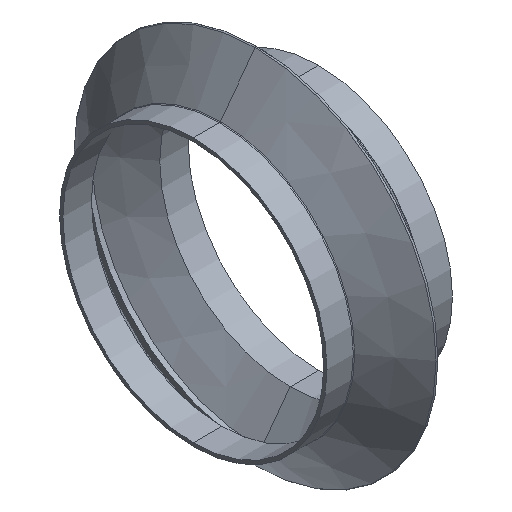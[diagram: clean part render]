
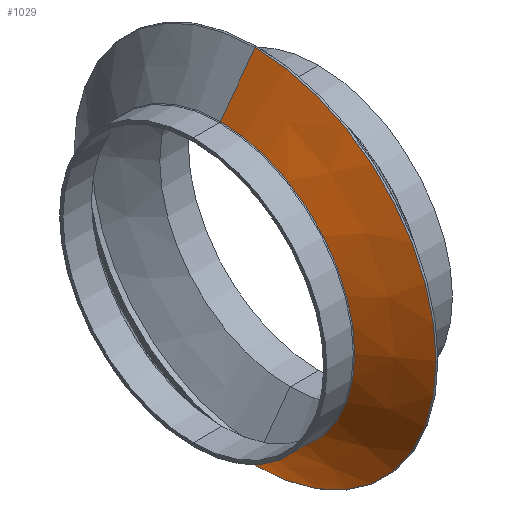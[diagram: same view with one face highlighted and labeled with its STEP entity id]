
A CAD part, isometric view. The second image highlights one B-rep face of the part: STEP entity #1029.
In plain terms, the highlighted conical face has half-angle 53.5 degrees and reference radius 109 mm.
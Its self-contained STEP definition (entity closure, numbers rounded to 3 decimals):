
#5 = VERTEX_POINT ( 'NONE', #1112 ) ;
#25 = CARTESIAN_POINT ( 'NONE',  ( 0., 0., 109. ) ) ;
#112 = CARTESIAN_POINT ( 'NONE',  ( 0., 0., 0. ) ) ;
#128 = DIRECTION ( 'NONE',  ( 0.595, 0., 0.804 ) ) ;
#167 = DIRECTION ( 'NONE',  ( 1., 0., 0. ) ) ;
#195 = VERTEX_POINT ( 'NONE', #1278 ) ;
#206 = EDGE_CURVE ( 'NONE', #195, #844, #774, .T. ) ;
#222 = EDGE_CURVE ( 'NONE', #844, #5, #1170, .T. ) ;
#258 = FACE_OUTER_BOUND ( 'NONE', #1032, .T. ) ;
#262 = CIRCLE ( 'NONE', #643, 80.284 ) ;
#282 = ORIENTED_EDGE ( 'NONE', *, *, #832, .F. ) ;
#291 = ORIENTED_EDGE ( 'NONE', *, *, #652, .T. ) ;
#477 = CARTESIAN_POINT ( 'NONE',  ( -0.563, 0., 0. ) ) ;
#512 = ORIENTED_EDGE ( 'NONE', *, *, #206, .T. ) ;
#537 = VERTEX_POINT ( 'NONE', #855 ) ;
#587 = DIRECTION ( 'NONE',  ( 0., 0., -1. ) ) ;
#643 = AXIS2_PLACEMENT_3D ( 'NONE', #935, #167, #825 ) ;
#652 = EDGE_CURVE ( 'NONE', #537, #195, #262, .T. ) ;
#657 = AXIS2_PLACEMENT_3D ( 'NONE', #477, #1283, #587 ) ;
#692 = CARTESIAN_POINT ( 'NONE',  ( 0., 0., -109. ) ) ;
#726 = VECTOR ( 'NONE', #128, 1000. ) ;
#758 = LINE ( 'NONE', #25, #726 ) ;
#760 = DIRECTION ( 'NONE',  ( 1., 0., 0. ) ) ;
#774 = LINE ( 'NONE', #692, #1079 ) ;
#825 = DIRECTION ( 'NONE',  ( 0., 0., -1. ) ) ;
#832 = EDGE_CURVE ( 'NONE', #537, #5, #758, .T. ) ;
#844 = VERTEX_POINT ( 'NONE', #1257 ) ;
#855 = CARTESIAN_POINT ( 'NONE',  ( -21.249, 0., 80.284 ) ) ;
#894 = ORIENTED_EDGE ( 'NONE', *, *, #222, .T. ) ;
#935 = CARTESIAN_POINT ( 'NONE',  ( -21.249, 0., 0. ) ) ;
#1029 = ADVANCED_FACE ( 'NONE', ( #258 ), #1274, .T. ) ;
#1032 = EDGE_LOOP ( 'NONE', ( #282, #291, #512, #894 ) ) ;
#1079 = VECTOR ( 'NONE', #1390, 1000. ) ;
#1112 = CARTESIAN_POINT ( 'NONE',  ( -0.563, 0., 108.24 ) ) ;
#1170 = CIRCLE ( 'NONE', #657, 108.24 ) ;
#1177 = AXIS2_PLACEMENT_3D ( 'NONE', #112, #760, #1236 ) ;
#1236 = DIRECTION ( 'NONE',  ( 0., 0., -1. ) ) ;
#1257 = CARTESIAN_POINT ( 'NONE',  ( -0.563, 0., -108.24 ) ) ;
#1274 = CONICAL_SURFACE ( 'NONE', #1177, 109., 0.934 ) ;
#1278 = CARTESIAN_POINT ( 'NONE',  ( -21.249, 0., -80.284 ) ) ;
#1283 = DIRECTION ( 'NONE',  ( -1., 0., 0. ) ) ;
#1390 = DIRECTION ( 'NONE',  ( 0.595, 0., -0.804 ) ) ;
